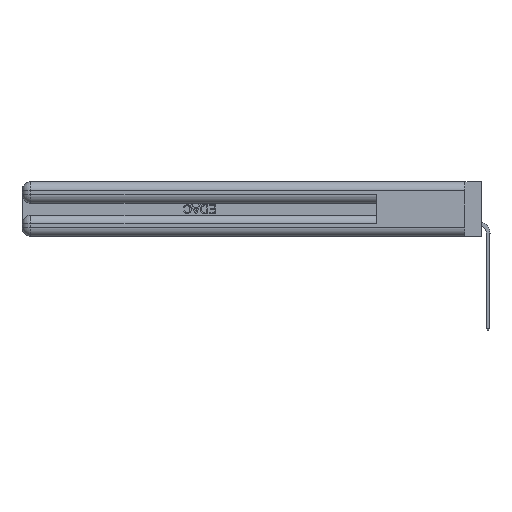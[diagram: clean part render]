
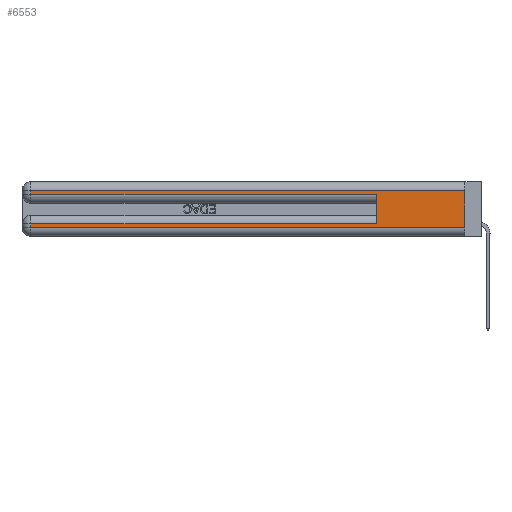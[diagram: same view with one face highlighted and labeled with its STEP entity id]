
A CAD part, left-side view. The second image highlights one B-rep face of the part: STEP entity #6553.
In plain terms, the highlighted planar face has unit normal (-1, 0, 0).
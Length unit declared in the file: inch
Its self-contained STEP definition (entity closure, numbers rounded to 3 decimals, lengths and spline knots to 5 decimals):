
#380 = DIRECTION ( 'NONE',  ( 0., 0., -1. ) ) ;
#1890 = ORIENTED_EDGE ( 'NONE', *, *, #40203, .T. ) ;
#3091 = VERTEX_POINT ( 'NONE', #36254 ) ;
#3208 = DIRECTION ( 'NONE',  ( 0., 0., 1. ) ) ;
#3465 = VECTOR ( 'NONE', #36440, 39.37008 ) ;
#3581 = VERTEX_POINT ( 'NONE', #46605 ) ;
#4197 = EDGE_CURVE ( 'NONE', #17898, #38683, #6931, .T. ) ;
#4492 = CARTESIAN_POINT ( 'NONE',  ( 0., 0., 0.37 ) ) ;
#4508 = CARTESIAN_POINT ( 'NONE',  ( 0., 2.94, 0.37 ) ) ;
#5198 = VECTOR ( 'NONE', #50634, 39.37008 ) ;
#5621 = VECTOR ( 'NONE', #43269, 39.37008 ) ;
#6084 = ORIENTED_EDGE ( 'NONE', *, *, #46850, .T. ) ;
#6553 = ADVANCED_FACE ( 'NONE', ( #12235 ), #24385, .F. ) ;
#6931 = LINE ( 'NONE', #9033, #31710 ) ;
#7598 = LINE ( 'NONE', #43188, #50941 ) ;
#8119 = DIRECTION ( 'NONE',  ( 0., 0., -1. ) ) ;
#8139 = CARTESIAN_POINT ( 'NONE',  ( 0., 0.6, 0.285 ) ) ;
#8307 = LINE ( 'NONE', #26953, #47943 ) ;
#9033 = CARTESIAN_POINT ( 'NONE',  ( 0., 2.94, 0.37 ) ) ;
#10935 = LINE ( 'NONE', #24336, #3465 ) ;
#12084 = ORIENTED_EDGE ( 'NONE', *, *, #23864, .T. ) ;
#12121 = VECTOR ( 'NONE', #380, 39.37008 ) ;
#12235 = FACE_OUTER_BOUND ( 'NONE', #14451, .T. ) ;
#14451 = EDGE_LOOP ( 'NONE', ( #43780, #1890, #47561, #43591, #29830, #12084, #6084, #37093 ) ) ;
#14589 = CARTESIAN_POINT ( 'NONE',  ( 0., 0., 0.285 ) ) ;
#15066 = VERTEX_POINT ( 'NONE', #8139 ) ;
#15117 = EDGE_CURVE ( 'NONE', #36188, #3581, #15761, .T. ) ;
#15635 = EDGE_CURVE ( 'NONE', #35178, #15066, #7598, .T. ) ;
#15761 = LINE ( 'NONE', #22814, #5198 ) ;
#16357 = CARTESIAN_POINT ( 'NONE',  ( 0., 0.6, 0.085 ) ) ;
#16526 = EDGE_CURVE ( 'NONE', #38683, #15066, #34151, .T. ) ;
#16622 = DIRECTION ( 'NONE',  ( 1., 0., 0. ) ) ;
#17898 = VERTEX_POINT ( 'NONE', #18333 ) ;
#18333 = CARTESIAN_POINT ( 'NONE',  ( 0., 2.94, 0.31 ) ) ;
#18446 = DIRECTION ( 'NONE',  ( 0., 1., 0. ) ) ;
#22814 = CARTESIAN_POINT ( 'NONE',  ( 0., 0., 0.37 ) ) ;
#23864 = EDGE_CURVE ( 'NONE', #35178, #3091, #33706, .T. ) ;
#24336 = CARTESIAN_POINT ( 'NONE',  ( 0., 0., 0.31 ) ) ;
#24385 = PLANE ( 'NONE',  #43138 ) ;
#26953 = CARTESIAN_POINT ( 'NONE',  ( 0., 0., 0.06 ) ) ;
#29830 = ORIENTED_EDGE ( 'NONE', *, *, #15635, .F. ) ;
#31013 = CARTESIAN_POINT ( 'NONE',  ( 0., 0., 0.31 ) ) ;
#31710 = VECTOR ( 'NONE', #40358, 39.37008 ) ;
#33585 = EDGE_CURVE ( 'NONE', #34651, #3581, #8307, .T. ) ;
#33706 = LINE ( 'NONE', #37989, #41133 ) ;
#34151 = LINE ( 'NONE', #14589, #5621 ) ;
#34651 = VERTEX_POINT ( 'NONE', #44114 ) ;
#35178 = VERTEX_POINT ( 'NONE', #16357 ) ;
#36188 = VERTEX_POINT ( 'NONE', #31013 ) ;
#36254 = CARTESIAN_POINT ( 'NONE',  ( 0., 2.94, 0.085 ) ) ;
#36440 = DIRECTION ( 'NONE',  ( 0., 1., 0. ) ) ;
#36963 = CARTESIAN_POINT ( 'NONE',  ( 0., 2.94, 0.285 ) ) ;
#37093 = ORIENTED_EDGE ( 'NONE', *, *, #33585, .T. ) ;
#37989 = CARTESIAN_POINT ( 'NONE',  ( 0., 0., 0.085 ) ) ;
#38683 = VERTEX_POINT ( 'NONE', #36963 ) ;
#40203 = EDGE_CURVE ( 'NONE', #36188, #17898, #10935, .T. ) ;
#40358 = DIRECTION ( 'NONE',  ( 0., 0., -1. ) ) ;
#41133 = VECTOR ( 'NONE', #18446, 39.37008 ) ;
#41900 = LINE ( 'NONE', #4508, #12121 ) ;
#43138 = AXIS2_PLACEMENT_3D ( 'NONE', #4492, #16622, #8119 ) ;
#43188 = CARTESIAN_POINT ( 'NONE',  ( 0., 0.6, 0.145 ) ) ;
#43269 = DIRECTION ( 'NONE',  ( 0., -1., 0. ) ) ;
#43591 = ORIENTED_EDGE ( 'NONE', *, *, #16526, .T. ) ;
#43780 = ORIENTED_EDGE ( 'NONE', *, *, #15117, .F. ) ;
#44114 = CARTESIAN_POINT ( 'NONE',  ( 0., 2.94, 0.06 ) ) ;
#46605 = CARTESIAN_POINT ( 'NONE',  ( 0., 0., 0.06 ) ) ;
#46850 = EDGE_CURVE ( 'NONE', #3091, #34651, #41900, .T. ) ;
#47561 = ORIENTED_EDGE ( 'NONE', *, *, #4197, .T. ) ;
#47943 = VECTOR ( 'NONE', #50265, 39.37008 ) ;
#50265 = DIRECTION ( 'NONE',  ( 0., -1., 0. ) ) ;
#50634 = DIRECTION ( 'NONE',  ( 0., 0., -1. ) ) ;
#50941 = VECTOR ( 'NONE', #3208, 39.37008 ) ;
